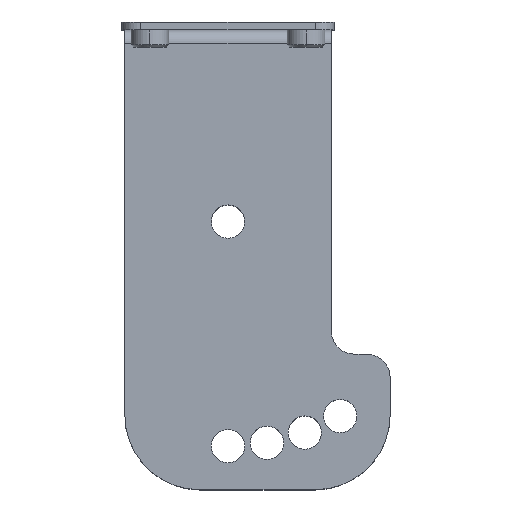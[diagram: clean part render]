
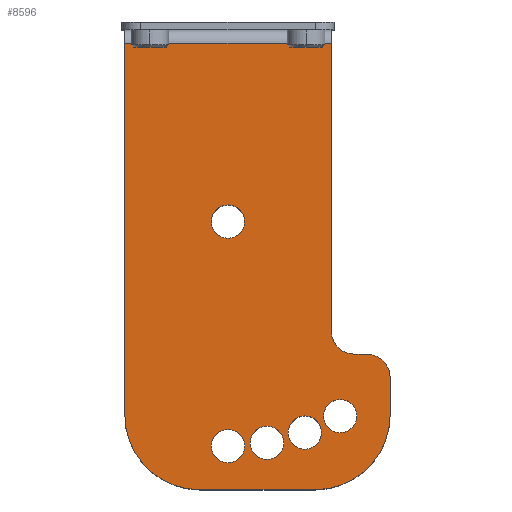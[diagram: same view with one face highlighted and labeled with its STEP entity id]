
A CAD part, top view. The second image highlights one B-rep face of the part: STEP entity #8596.
In plain terms, the highlighted planar face has unit normal (0, 0, 1).
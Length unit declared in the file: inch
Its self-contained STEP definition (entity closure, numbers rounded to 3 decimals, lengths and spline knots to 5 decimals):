
#3018=CARTESIAN_POINT('',(1.69291,-4.01575,1.00028));
#3019=DIRECTION('',(0.,0.,-1.));
#3020=DIRECTION('',(0.,-1.,0.));
#3021=AXIS2_PLACEMENT_3D('',#3018,#3019,#3020);
#3028=DIRECTION('',(-1.,0.,0.));
#3029=VECTOR('',#3028,0.15748);
#3030=CARTESIAN_POINT('',(1.85039,-4.33071,1.00028));
#3031=LINE('',#3030,#3029);
#3032=CARTESIAN_POINT('',(1.85039,-4.64567,1.00028));
#3033=DIRECTION('',(0.,0.,1.));
#3034=DIRECTION('',(1.,0.,0.));
#3035=AXIS2_PLACEMENT_3D('',#3032,#3033,#3034);
#3037=DIRECTION('',(0.,1.,0.));
#3038=VECTOR('',#3037,0.49606);
#3039=CARTESIAN_POINT('',(2.16535,-5.14173,1.00028));
#3040=LINE('',#3039,#3038);
#3041=CARTESIAN_POINT('',(1.16535,-5.14173,1.00028));
#3042=DIRECTION('',(0.,0.,1.));
#3043=DIRECTION('',(0.,-1.,0.));
#3044=AXIS2_PLACEMENT_3D('',#3041,#3042,#3043);
#3046=CARTESIAN_POINT('',(-0.37795,-5.14173,
1.00028));
#3047=DIRECTION('',(0.,0.,1.));
#3048=DIRECTION('',(-1.,0.,0.));
#3049=AXIS2_PLACEMENT_3D('',#3046,#3047,#3048);
#3051=DIRECTION('',(1.,0.,0.));
#3052=VECTOR('',#3051,2.75591);
#3053=CARTESIAN_POINT('',(-1.37795,-0.17547,
1.00028));
#3054=LINE('',#3053,#3052);
#3055=CARTESIAN_POINT('',(0.,-2.55906,1.00028));
#3056=DIRECTION('',(0.,0.,-1.));
#3057=DIRECTION('',(1.,0.,0.));
#3058=AXIS2_PLACEMENT_3D('',#3055,#3056,#3057);
#3060=CARTESIAN_POINT('',(0.,-2.55906,1.00028));
#3061=DIRECTION('',(0.,0.,-1.));
#3062=DIRECTION('',(-1.,0.,0.));
#3063=AXIS2_PLACEMENT_3D('',#3060,#3061,#3062);
#3065=CARTESIAN_POINT('',(0.,-5.55906,1.00028));
#3066=DIRECTION('',(0.,0.,-1.));
#3067=DIRECTION('',(1.,0.,0.));
#3068=AXIS2_PLACEMENT_3D('',#3065,#3066,#3067);
#3070=CARTESIAN_POINT('',(0.,-5.55906,1.00028));
#3071=DIRECTION('',(0.,0.,-1.));
#3072=DIRECTION('',(-1.,0.,0.));
#3073=AXIS2_PLACEMENT_3D('',#3070,#3071,#3072);
#3075=CARTESIAN_POINT('',(0.52094,-5.51348,
1.00028));
#3076=DIRECTION('',(0.,0.,-1.));
#3077=DIRECTION('',(0.985,0.174,0.));
#3078=AXIS2_PLACEMENT_3D('',#3075,#3076,#3077);
#3080=CARTESIAN_POINT('',(0.52094,-5.51348,
1.00028));
#3081=DIRECTION('',(0.,0.,-1.));
#3082=DIRECTION('',(-0.985,-0.174,0.));
#3083=AXIS2_PLACEMENT_3D('',#3080,#3081,#3082);
#3085=CARTESIAN_POINT('',(1.02606,-5.37813,1.00028));
#3086=DIRECTION('',(0.,0.,-1.));
#3087=DIRECTION('',(0.94,0.342,0.));
#3088=AXIS2_PLACEMENT_3D('',#3085,#3086,#3087);
#3090=CARTESIAN_POINT('',(1.02606,-5.37813,1.00028));
#3091=DIRECTION('',(0.,0.,-1.));
#3092=DIRECTION('',(-0.94,-0.342,0.));
#3093=AXIS2_PLACEMENT_3D('',#3090,#3091,#3092);
#3095=CARTESIAN_POINT('',(1.5,-5.15713,1.00028));
#3096=DIRECTION('',(0.,0.,-1.));
#3097=DIRECTION('',(0.866,0.5,0.));
#3098=AXIS2_PLACEMENT_3D('',#3095,#3096,#3097);
#3100=CARTESIAN_POINT('',(1.5,-5.15713,1.00028));
#3101=DIRECTION('',(0.,0.,-1.));
#3102=DIRECTION('',(-0.866,-0.5,0.));
#3103=AXIS2_PLACEMENT_3D('',#3100,#3101,#3102);
#3109=DIRECTION('',(0.,-1.,0.));
#3110=VECTOR('',#3109,3.84028);
#3111=CARTESIAN_POINT('',(1.37795,-0.17547,
1.00028));
#3112=LINE('',#3111,#3110);
#3141=DIRECTION('',(1.,0.,0.));
#3142=VECTOR('',#3141,1.54331);
#3143=CARTESIAN_POINT('',(-0.37795,-6.14173,
1.00028));
#3144=LINE('',#3143,#3142);
#3153=DIRECTION('',(0.,-1.,0.));
#3154=VECTOR('',#3153,4.96626);
#3155=CARTESIAN_POINT('',(-1.37795,-0.17547,
1.00028));
#3156=LINE('',#3155,#3154);
#4085=CARTESIAN_POINT('',(-1.37795,-0.17547,
1.00028));
#4086=CARTESIAN_POINT('',(1.37795,-0.17547,
1.00028));
#4087=VERTEX_POINT('',#4085);
#4088=VERTEX_POINT('',#4086);
#4113=CARTESIAN_POINT('',(1.16535,-6.14173,1.00028));
#4114=CARTESIAN_POINT('',(2.16535,-5.14173,1.00028));
#4115=VERTEX_POINT('',#4113);
#4116=VERTEX_POINT('',#4114);
#4129=CARTESIAN_POINT('',(-1.37795,-5.14173,
1.00028));
#4130=CARTESIAN_POINT('',(-0.37795,-6.14173,
1.00028));
#4131=VERTEX_POINT('',#4129);
#4132=VERTEX_POINT('',#4130);
#4137=CARTESIAN_POINT('',(2.16535,-4.64567,1.00028));
#4138=CARTESIAN_POINT('',(1.85039,-4.33071,1.00028));
#4139=VERTEX_POINT('',#4137);
#4140=VERTEX_POINT('',#4138);
#4157=CARTESIAN_POINT('',(0.22244,-2.55906,
1.00028));
#4158=CARTESIAN_POINT('',(-0.22244,-2.55906,
1.00028));
#4159=VERTEX_POINT('',#4157);
#4160=VERTEX_POINT('',#4158);
#4173=CARTESIAN_POINT('',(0.22244,-5.55906,
1.00028));
#4174=CARTESIAN_POINT('',(-0.22244,-5.55906,
1.00028));
#4175=VERTEX_POINT('',#4173);
#4176=VERTEX_POINT('',#4174);
#4193=CARTESIAN_POINT('',(1.69291,-4.33071,1.00028));
#4195=VERTEX_POINT('',#4193);
#4197=CARTESIAN_POINT('',(1.37795,-4.01575,1.00028));
#4199=VERTEX_POINT('',#4197);
#4205=CARTESIAN_POINT('',(0.74001,-5.47485,
1.00028));
#4206=CARTESIAN_POINT('',(0.30188,-5.5521,
1.00028));
#4207=VERTEX_POINT('',#4205);
#4208=VERTEX_POINT('',#4206);
#4221=CARTESIAN_POINT('',(1.23509,-5.30205,1.00028));
#4222=CARTESIAN_POINT('',(0.81703,-5.45421,
1.00028));
#4223=VERTEX_POINT('',#4221);
#4224=VERTEX_POINT('',#4222);
#4237=CARTESIAN_POINT('',(1.69264,-5.04591,1.00028));
#4238=CARTESIAN_POINT('',(1.30736,-5.26835,1.00028));
#4239=VERTEX_POINT('',#4237);
#4240=VERTEX_POINT('',#4238);
#8542=CARTESIAN_POINT('',(-1.37795,-0.17547,
1.00028));
#8543=DIRECTION('',(0.,0.,1.));
#8544=DIRECTION('',(0.,-1.,0.));
#8545=AXIS2_PLACEMENT_3D('',#8542,#8543,#8544);
#8546=PLANE('',#8545);
#8548=ORIENTED_EDGE('',*,*,#8547,.T.);
#8549=ORIENTED_EDGE('',*,*,#8534,.F.);
#8550=ORIENTED_EDGE('',*,*,#8523,.F.);
#8552=ORIENTED_EDGE('',*,*,#8551,.F.);
#8554=ORIENTED_EDGE('',*,*,#8553,.F.);
#8556=ORIENTED_EDGE('',*,*,#8555,.F.);
#8558=ORIENTED_EDGE('',*,*,#8557,.F.);
#8560=ORIENTED_EDGE('',*,*,#8559,.F.);
#8562=ORIENTED_EDGE('',*,*,#8561,.F.);
#8563=ORIENTED_EDGE('',*,*,#8137,.T.);
#8564=EDGE_LOOP('',(#8548,#8549,#8550,#8552,#8554,#8556,#8558,#8560,#8562,
#8563));
#8565=FACE_OUTER_BOUND('',#8564,.F.);
#8567=ORIENTED_EDGE('',*,*,#8566,.F.);
#8569=ORIENTED_EDGE('',*,*,#8568,.F.);
#8570=EDGE_LOOP('',(#8567,#8569));
#8571=FACE_BOUND('',#8570,.F.);
#8573=ORIENTED_EDGE('',*,*,#8572,.F.);
#8575=ORIENTED_EDGE('',*,*,#8574,.F.);
#8576=EDGE_LOOP('',(#8573,#8575));
#8577=FACE_BOUND('',#8576,.F.);
#8579=ORIENTED_EDGE('',*,*,#8578,.F.);
#8581=ORIENTED_EDGE('',*,*,#8580,.F.);
#8582=EDGE_LOOP('',(#8579,#8581));
#8583=FACE_BOUND('',#8582,.F.);
#8585=ORIENTED_EDGE('',*,*,#8584,.F.);
#8587=ORIENTED_EDGE('',*,*,#8586,.F.);
#8588=EDGE_LOOP('',(#8585,#8587));
#8589=FACE_BOUND('',#8588,.F.);
#8591=ORIENTED_EDGE('',*,*,#8590,.F.);
#8593=ORIENTED_EDGE('',*,*,#8592,.F.);
#8594=EDGE_LOOP('',(#8591,#8593));
#8595=FACE_BOUND('',#8594,.F.);
#8596=ADVANCED_FACE('',(#8565,#8571,#8577,#8583,#8589,#8595),#8546,.T.);
#3022=CIRCLE('',#3021,0.31496);
#3036=CIRCLE('',#3035,0.31496);
#3045=CIRCLE('',#3044,1.);
#3050=CIRCLE('',#3049,1.);
#3059=CIRCLE('',#3058,0.22244);
#3064=CIRCLE('',#3063,0.22244);
#3069=CIRCLE('',#3068,0.22244);
#3074=CIRCLE('',#3073,0.22244);
#3079=CIRCLE('',#3078,0.22244);
#3084=CIRCLE('',#3083,0.22244);
#3089=CIRCLE('',#3088,0.22244);
#3094=CIRCLE('',#3093,0.22244);
#3099=CIRCLE('',#3098,0.22244);
#3104=CIRCLE('',#3103,0.22244);
#8137=EDGE_CURVE('',#4087,#4088,#3054,.T.);
#8523=EDGE_CURVE('',#4140,#4195,#3031,.T.);
#8534=EDGE_CURVE('',#4195,#4199,#3022,.T.);
#8547=EDGE_CURVE('',#4088,#4199,#3112,.T.);
#8551=EDGE_CURVE('',#4139,#4140,#3036,.T.);
#8553=EDGE_CURVE('',#4116,#4139,#3040,.T.);
#8555=EDGE_CURVE('',#4115,#4116,#3045,.T.);
#8557=EDGE_CURVE('',#4132,#4115,#3144,.T.);
#8559=EDGE_CURVE('',#4131,#4132,#3050,.T.);
#8561=EDGE_CURVE('',#4087,#4131,#3156,.T.);
#8566=EDGE_CURVE('',#4159,#4160,#3059,.T.);
#8568=EDGE_CURVE('',#4160,#4159,#3064,.T.);
#8572=EDGE_CURVE('',#4175,#4176,#3069,.T.);
#8574=EDGE_CURVE('',#4176,#4175,#3074,.T.);
#8578=EDGE_CURVE('',#4207,#4208,#3079,.T.);
#8580=EDGE_CURVE('',#4208,#4207,#3084,.T.);
#8584=EDGE_CURVE('',#4223,#4224,#3089,.T.);
#8586=EDGE_CURVE('',#4224,#4223,#3094,.T.);
#8590=EDGE_CURVE('',#4239,#4240,#3099,.T.);
#8592=EDGE_CURVE('',#4240,#4239,#3104,.T.);
